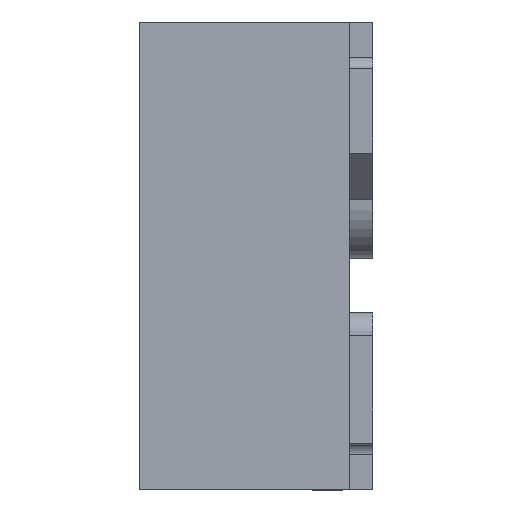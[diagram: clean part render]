
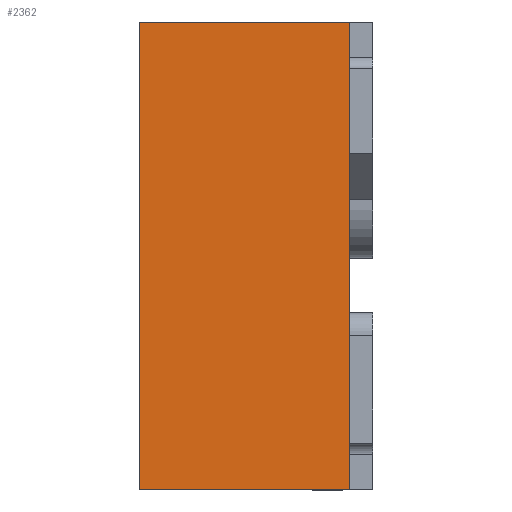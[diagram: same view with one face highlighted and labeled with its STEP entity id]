
A CAD part, left-side view. The second image highlights one B-rep face of the part: STEP entity #2362.
In plain terms, the highlighted planar face has unit normal (-1, 0, 0).
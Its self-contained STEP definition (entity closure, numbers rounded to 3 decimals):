
#343 = ORIENTED_EDGE ( 'NONE', *, *, #1587, .F. ) ;
#477 = ORIENTED_EDGE ( 'NONE', *, *, #6809, .T. ) ;
#897 = ORIENTED_EDGE ( 'NONE', *, *, #1996, .T. ) ;
#1052 = DIRECTION ( 'NONE',  ( 0., -1., 0. ) ) ;
#1075 = VERTEX_POINT ( 'NONE', #5089 ) ;
#1131 = CARTESIAN_POINT ( 'NONE',  ( -1.25, 0.5, 0.5 ) ) ;
#1198 = CARTESIAN_POINT ( 'NONE',  ( -1.25, 0.05, -0.5 ) ) ;
#1402 = LINE ( 'NONE', #1131, #1464 ) ;
#1464 = VECTOR ( 'NONE', #3134, 1000. ) ;
#1587 = EDGE_CURVE ( 'NONE', #2880, #1075, #1402, .T. ) ;
#1775 = PLANE ( 'NONE',  #4913 ) ;
#1996 = EDGE_CURVE ( 'NONE', #2880, #4003, #6596, .T. ) ;
#2362 = ADVANCED_FACE ( 'NONE', ( #4521 ), #1775, .F. ) ;
#2880 = VERTEX_POINT ( 'NONE', #4367 ) ;
#2995 = DIRECTION ( 'NONE',  ( 0., -1., 0. ) ) ;
#3134 = DIRECTION ( 'NONE',  ( 0., 0., 1. ) ) ;
#3473 = EDGE_CURVE ( 'NONE', #1075, #4263, #5974, .T. ) ;
#3669 = DIRECTION ( 'NONE',  ( 0., 0., 1. ) ) ;
#3883 = EDGE_LOOP ( 'NONE', ( #343, #897, #477, #4583 ) ) ;
#3908 = CARTESIAN_POINT ( 'NONE',  ( -1.25, 3.693, 0.5 ) ) ;
#3980 = VECTOR ( 'NONE', #3669, 1000. ) ;
#4003 = VERTEX_POINT ( 'NONE', #1198 ) ;
#4155 = LINE ( 'NONE', #5784, #3980 ) ;
#4213 = VECTOR ( 'NONE', #1052, 1000. ) ;
#4263 = VERTEX_POINT ( 'NONE', #6451 ) ;
#4367 = CARTESIAN_POINT ( 'NONE',  ( -1.25, 0.5, -0.5 ) ) ;
#4521 = FACE_OUTER_BOUND ( 'NONE', #3883, .T. ) ;
#4583 = ORIENTED_EDGE ( 'NONE', *, *, #3473, .F. ) ;
#4642 = CARTESIAN_POINT ( 'NONE',  ( -1.25, 3.693, 0.5 ) ) ;
#4913 = AXIS2_PLACEMENT_3D ( 'NONE', #3908, #4939, #5432 ) ;
#4939 = DIRECTION ( 'NONE',  ( 1., 0., 0. ) ) ;
#5089 = CARTESIAN_POINT ( 'NONE',  ( -1.25, 0.5, 0.5 ) ) ;
#5159 = CARTESIAN_POINT ( 'NONE',  ( -1.25, 3.693, -0.5 ) ) ;
#5432 = DIRECTION ( 'NONE',  ( 0., 0., -1. ) ) ;
#5784 = CARTESIAN_POINT ( 'NONE',  ( -1.25, 0.05, 0.5 ) ) ;
#5941 = VECTOR ( 'NONE', #2995, 1000. ) ;
#5974 = LINE ( 'NONE', #4642, #5941 ) ;
#6451 = CARTESIAN_POINT ( 'NONE',  ( -1.25, 0.05, 0.5 ) ) ;
#6596 = LINE ( 'NONE', #5159, #4213 ) ;
#6809 = EDGE_CURVE ( 'NONE', #4003, #4263, #4155, .T. ) ;
